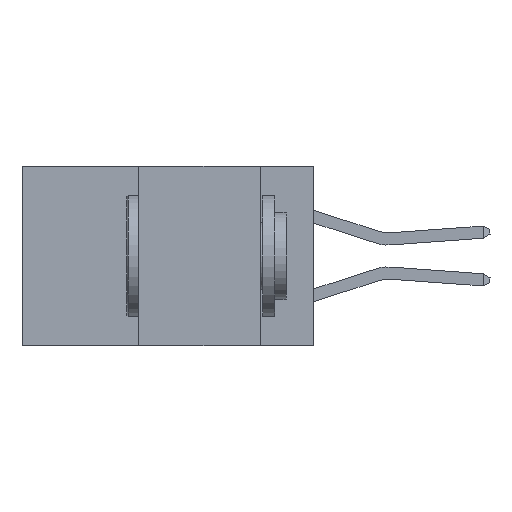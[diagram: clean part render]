
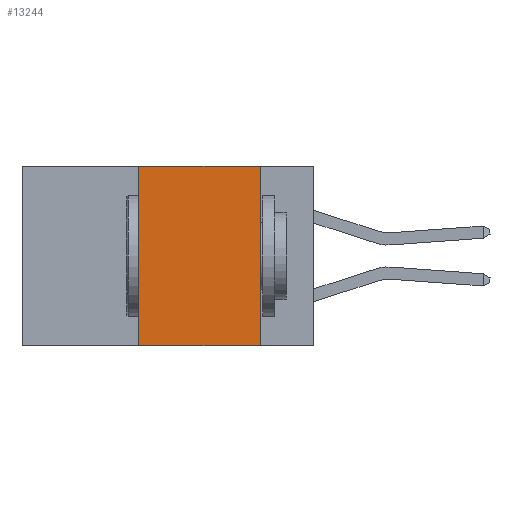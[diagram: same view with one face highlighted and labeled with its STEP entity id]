
A CAD part, left-side view. The second image highlights one B-rep face of the part: STEP entity #13244.
In plain terms, the highlighted planar face has unit normal (-1, 0, 0).
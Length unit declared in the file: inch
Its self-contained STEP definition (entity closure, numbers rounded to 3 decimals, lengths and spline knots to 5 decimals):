
#834 = AXIS2_PLACEMENT_3D ( 'NONE', #4621, #16873, #6380 ) ;
#923 = VECTOR ( 'NONE', #4935, 39.37008 ) ;
#1240 = ORIENTED_EDGE ( 'NONE', *, *, #19510, .F. ) ;
#3213 = ORIENTED_EDGE ( 'NONE', *, *, #3562, .F. ) ;
#3562 = EDGE_CURVE ( 'NONE', #22282, #9524, #5662, .T. ) ;
#4621 = CARTESIAN_POINT ( 'NONE',  ( 0., 0.6, 0. ) ) ;
#4935 = DIRECTION ( 'NONE',  ( 0., 0., -1. ) ) ;
#5447 = CARTESIAN_POINT ( 'NONE',  ( 0., 0.36, -0.37 ) ) ;
#5637 = LINE ( 'NONE', #10350, #14413 ) ;
#5662 = LINE ( 'NONE', #10793, #923 ) ;
#6380 = DIRECTION ( 'NONE',  ( 0., 0., -1. ) ) ;
#7833 = ORIENTED_EDGE ( 'NONE', *, *, #12592, .F. ) ;
#7998 = FACE_OUTER_BOUND ( 'NONE', #20526, .T. ) ;
#8457 = VECTOR ( 'NONE', #15703, 39.37008 ) ;
#8641 = CARTESIAN_POINT ( 'NONE',  ( 0., 0.36, 0. ) ) ;
#9524 = VERTEX_POINT ( 'NONE', #14053 ) ;
#10350 = CARTESIAN_POINT ( 'NONE',  ( 0., 0.36, 0. ) ) ;
#10793 = CARTESIAN_POINT ( 'NONE',  ( 0., 0.11, 0. ) ) ;
#10852 = VERTEX_POINT ( 'NONE', #8641 ) ;
#11759 = DIRECTION ( 'NONE',  ( 0., -1., 0. ) ) ;
#12145 = DIRECTION ( 'NONE',  ( 0., 0., 1. ) ) ;
#12592 = EDGE_CURVE ( 'NONE', #10852, #22282, #16046, .T. ) ;
#13244 = ADVANCED_FACE ( 'NONE', ( #7998 ), #15129, .F. ) ;
#13940 = CARTESIAN_POINT ( 'NONE',  ( 0., 0.6, -0.37 ) ) ;
#14053 = CARTESIAN_POINT ( 'NONE',  ( 0., 0.11, -0.37 ) ) ;
#14413 = VECTOR ( 'NONE', #12145, 39.37008 ) ;
#14977 = EDGE_CURVE ( 'NONE', #21830, #9524, #22463, .T. ) ;
#15129 = PLANE ( 'NONE',  #834 ) ;
#15703 = DIRECTION ( 'NONE',  ( 0., -1., 0. ) ) ;
#15848 = ORIENTED_EDGE ( 'NONE', *, *, #14977, .T. ) ;
#16046 = LINE ( 'NONE', #20484, #17114 ) ;
#16873 = DIRECTION ( 'NONE',  ( 1., 0., 0. ) ) ;
#17114 = VECTOR ( 'NONE', #11759, 39.37008 ) ;
#19510 = EDGE_CURVE ( 'NONE', #21830, #10852, #5637, .T. ) ;
#20484 = CARTESIAN_POINT ( 'NONE',  ( 0., 0.6, 0. ) ) ;
#20526 = EDGE_LOOP ( 'NONE', ( #3213, #7833, #1240, #15848 ) ) ;
#21830 = VERTEX_POINT ( 'NONE', #5447 ) ;
#22282 = VERTEX_POINT ( 'NONE', #22480 ) ;
#22463 = LINE ( 'NONE', #13940, #8457 ) ;
#22480 = CARTESIAN_POINT ( 'NONE',  ( 0., 0.11, 0. ) ) ;
